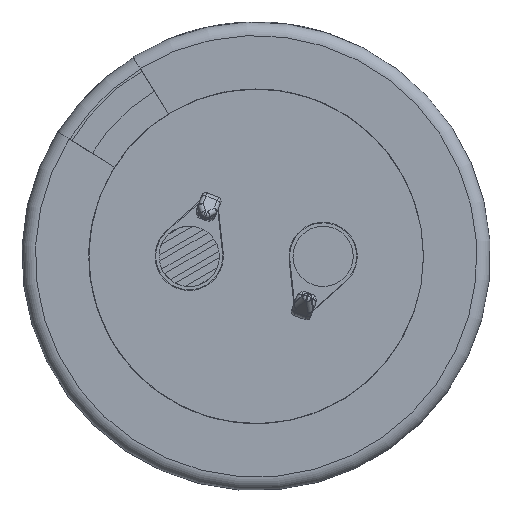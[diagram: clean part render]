
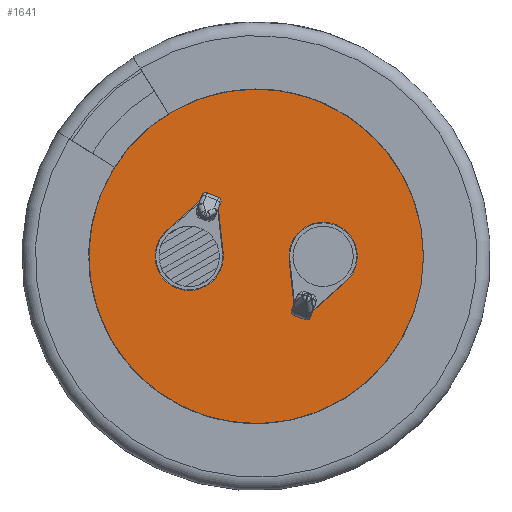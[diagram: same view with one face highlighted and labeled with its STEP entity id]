
A CAD part, front view. The second image highlights one B-rep face of the part: STEP entity #1641.
In plain terms, the highlighted planar face has unit normal (0, -1, 0).
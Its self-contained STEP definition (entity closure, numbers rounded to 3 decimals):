
#1641 = ADVANCED_FACE( '', ( #3466, #3467, #3468 ), #3469, .T. );
#3466 = FACE_OUTER_BOUND( '', #7372, .T. );
#3467 = FACE_BOUND( '', #7373, .T. );
#3468 = FACE_BOUND( '', #7374, .T. );
#3469 = PLANE( '', #7375 );
#7372 = EDGE_LOOP( '', ( #12436 ) );
#7373 = EDGE_LOOP( '', ( #12437, #12438, #12439, #12440 ) );
#7374 = EDGE_LOOP( '', ( #12441, #12442, #12443, #12444 ) );
#7375 = AXIS2_PLACEMENT_3D( '', #12445, #12446, #12447 );
#12436 = ORIENTED_EDGE( '', *, *, #14819, .T. );
#12437 = ORIENTED_EDGE( '', *, *, #14193, .F. );
#12438 = ORIENTED_EDGE( '', *, *, #14779, .F. );
#12439 = ORIENTED_EDGE( '', *, *, #13616, .F. );
#12440 = ORIENTED_EDGE( '', *, *, #15146, .F. );
#12441 = ORIENTED_EDGE( '', *, *, #14498, .T. );
#12442 = ORIENTED_EDGE( '', *, *, #15006, .T. );
#12443 = ORIENTED_EDGE( '', *, *, #15147, .T. );
#12444 = ORIENTED_EDGE( '', *, *, #15148, .T. );
#12445 = CARTESIAN_POINT( '', ( 0., 0., 0. ) );
#12446 = DIRECTION( '', ( 0., -1., 0. ) );
#12447 = DIRECTION( '', ( 0., 0., -1. ) );
#13616 = EDGE_CURVE( '', #15980, #15981, #15982, .T. );
#14193 = EDGE_CURVE( '', #16915, #16916, #16917, .T. );
#14498 = EDGE_CURVE( '', #17363, #17364, #17365, .T. );
#14779 = EDGE_CURVE( '', #15981, #16915, #17745, .T. );
#14819 = EDGE_CURVE( '', #17790, #17790, #17791, .T. );
#15006 = EDGE_CURVE( '', #17364, #18027, #18028, .T. );
#15146 = EDGE_CURVE( '', #16916, #15980, #18179, .T. );
#15147 = EDGE_CURVE( '', #18027, #18180, #18181, .T. );
#15148 = EDGE_CURVE( '', #18180, #17363, #18182, .T. );
#15980 = VERTEX_POINT( '', #19767 );
#15981 = VERTEX_POINT( '', #19768 );
#15982 = LINE( '', #19769, #19770 );
#16915 = VERTEX_POINT( '', #21920 );
#16916 = VERTEX_POINT( '', #21921 );
#16917 = LINE( '', #21922, #21923 );
#17363 = VERTEX_POINT( '', #22934 );
#17364 = VERTEX_POINT( '', #22935 );
#17365 = LINE( '', #22936, #22937 );
#17745 = LINE( '', #23848, #23849 );
#17790 = VERTEX_POINT( '', #23924 );
#17791 = CIRCLE( '', #23925, 14.5 );
#18027 = VERTEX_POINT( '', #24755 );
#18028 = LINE( '', #24756, #24757 );
#18179 = CIRCLE( '', #25084, 2.55 );
#18180 = VERTEX_POINT( '', #25085 );
#18181 = LINE( '', #25086, #25087 );
#18182 = CIRCLE( '', #25088, 2.55 );
#19767 = CARTESIAN_POINT( '', ( -2.465, 0., 0.274 ) );
#19768 = CARTESIAN_POINT( '', ( -2.814, 0., 3.497 ) );
#19769 = CARTESIAN_POINT( '', ( -2.465, 0., 0.274 ) );
#19770 = VECTOR( '', #25580, 1000. );
#21920 = CARTESIAN_POINT( '', ( -4.27, 0., 4.059 ) );
#21921 = CARTESIAN_POINT( '', ( -6.694, 0., 1.906 ) );
#21922 = CARTESIAN_POINT( '', ( -4.27, 0., 4.059 ) );
#21923 = VECTOR( '', #25782, 1000. );
#22934 = CARTESIAN_POINT( '', ( 6.694, 0., -1.906 ) );
#22935 = CARTESIAN_POINT( '', ( 4.27, 0., -4.059 ) );
#22936 = CARTESIAN_POINT( '', ( 6.694, 0., -1.906 ) );
#22937 = VECTOR( '', #25930, 1000. );
#23848 = CARTESIAN_POINT( '', ( -2.814, 0., 3.497 ) );
#23849 = VECTOR( '', #26020, 1000. );
#23924 = CARTESIAN_POINT( '', ( 0., 0., -14.5 ) );
#23925 = AXIS2_PLACEMENT_3D( '', #26038, #26039, #26040 );
#24755 = CARTESIAN_POINT( '', ( 2.814, 0., -3.497 ) );
#24756 = CARTESIAN_POINT( '', ( 4.27, 0., -4.059 ) );
#24757 = VECTOR( '', #26053, 1000. );
#25084 = AXIS2_PLACEMENT_3D( '', #26083, #26084, #26085 );
#25085 = CARTESIAN_POINT( '', ( 2.465, 0., -0.274 ) );
#25086 = CARTESIAN_POINT( '', ( 2.814, 0., -3.497 ) );
#25087 = VECTOR( '', #26086, 1000. );
#25088 = AXIS2_PLACEMENT_3D( '', #26087, #26088, #26089 );
#25580 = DIRECTION( '', ( -0.108, 0., 0.994 ) );
#25782 = DIRECTION( '', ( -0.748, 0., -0.664 ) );
#25930 = DIRECTION( '', ( -0.748, 0., -0.664 ) );
#26020 = DIRECTION( '', ( -0.933, 0., 0.36 ) );
#26038 = CARTESIAN_POINT( '', ( 0., 0., 0. ) );
#26039 = DIRECTION( '', ( 0., -1., 0. ) );
#26040 = DIRECTION( '', ( 0., 0., -1. ) );
#26053 = DIRECTION( '', ( -0.933, 0., 0.36 ) );
#26083 = CARTESIAN_POINT( '', ( -5., 0., 0. ) );
#26084 = DIRECTION( '', ( 0., -1., 0. ) );
#26085 = DIRECTION( '', ( 0., 0., 1. ) );
#26086 = DIRECTION( '', ( -0.108, 0., 0.994 ) );
#26087 = CARTESIAN_POINT( '', ( 5., 0., 0. ) );
#26088 = DIRECTION( '', ( 0., 1., 0. ) );
#26089 = DIRECTION( '', ( 0., 0., -1. ) );
